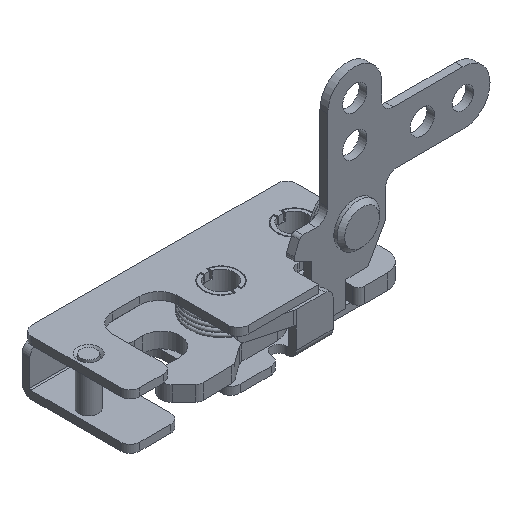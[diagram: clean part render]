
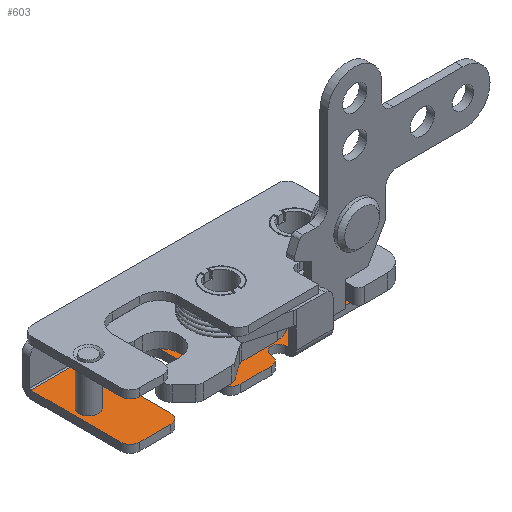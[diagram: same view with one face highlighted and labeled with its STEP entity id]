
A CAD part, isometric view. The second image highlights one B-rep face of the part: STEP entity #603.
In plain terms, the highlighted planar face has unit normal (0, 0, 1).
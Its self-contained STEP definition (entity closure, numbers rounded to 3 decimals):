
#603=ADVANCED_FACE('',(#868,#869,#870),#871,.T.);
#868=FACE_BOUND('',#1469,.T.);
#869=FACE_BOUND('',#1470,.T.);
#870=FACE_OUTER_BOUND('',#1471,.T.);
#871=PLANE('',#1472);
#1469=EDGE_LOOP('',(#3173,#3174,#3175,#3176));
#1470=EDGE_LOOP('',(#3177));
#1471=EDGE_LOOP('',(#3178,#3179,#3180,#3181,#3182,#3183,#3184,#3185,#3186,#3187,#3188,#3189,#3190,#3191,#3192,#3193,#3194,#3195,#3196,#3197,#3198,#3199,#3200,#3201,#3202));
#1472=AXIS2_PLACEMENT_3D('',#3203,#3204,#3205);
#3173=ORIENTED_EDGE('',*,*,#5222,.T.);
#3174=ORIENTED_EDGE('',*,*,#5223,.T.);
#3175=ORIENTED_EDGE('',*,*,#5224,.T.);
#3176=ORIENTED_EDGE('',*,*,#5225,.T.);
#3177=ORIENTED_EDGE('',*,*,#5226,.F.);
#3178=ORIENTED_EDGE('',*,*,#5227,.T.);
#3179=ORIENTED_EDGE('',*,*,#5228,.T.);
#3180=ORIENTED_EDGE('',*,*,#5229,.F.);
#3181=ORIENTED_EDGE('',*,*,#5230,.F.);
#3182=ORIENTED_EDGE('',*,*,#5231,.T.);
#3183=ORIENTED_EDGE('',*,*,#5232,.T.);
#3184=ORIENTED_EDGE('',*,*,#5233,.T.);
#3185=ORIENTED_EDGE('',*,*,#5234,.T.);
#3186=ORIENTED_EDGE('',*,*,#5235,.T.);
#3187=ORIENTED_EDGE('',*,*,#5236,.T.);
#3188=ORIENTED_EDGE('',*,*,#5237,.T.);
#3189=ORIENTED_EDGE('',*,*,#5238,.T.);
#3190=ORIENTED_EDGE('',*,*,#5239,.T.);
#3191=ORIENTED_EDGE('',*,*,#5240,.T.);
#3192=ORIENTED_EDGE('',*,*,#5241,.T.);
#3193=ORIENTED_EDGE('',*,*,#5242,.T.);
#3194=ORIENTED_EDGE('',*,*,#5243,.T.);
#3195=ORIENTED_EDGE('',*,*,#5244,.F.);
#3196=ORIENTED_EDGE('',*,*,#5245,.F.);
#3197=ORIENTED_EDGE('',*,*,#5246,.T.);
#3198=ORIENTED_EDGE('',*,*,#5247,.T.);
#3199=ORIENTED_EDGE('',*,*,#5248,.T.);
#3200=ORIENTED_EDGE('',*,*,#5249,.T.);
#3201=ORIENTED_EDGE('',*,*,#5250,.T.);
#3202=ORIENTED_EDGE('',*,*,#5251,.T.);
#3203=CARTESIAN_POINT('',(-2.438,16.527,-3.75));
#3204=DIRECTION('',(0.0,0.0,1.0));
#3205=DIRECTION('',(1.0,0.0,0.0));
#5222=EDGE_CURVE('',#5855,#5856,#5857,.F.);
#5223=EDGE_CURVE('',#5856,#5858,#5859,.F.);
#5224=EDGE_CURVE('',#5858,#5860,#5861,.F.);
#5225=EDGE_CURVE('',#5860,#5855,#5862,.F.);
#5226=EDGE_CURVE('',#5863,#5863,#5864,.T.);
#5227=EDGE_CURVE('',#5865,#5866,#5867,.F.);
#5228=EDGE_CURVE('',#5866,#5868,#5869,.T.);
#5229=EDGE_CURVE('',#5870,#5868,#5871,.T.);
#5230=EDGE_CURVE('',#5872,#5870,#5873,.T.);
#5231=EDGE_CURVE('',#5872,#5874,#5875,.T.);
#5232=EDGE_CURVE('',#5874,#5876,#5877,.F.);
#5233=EDGE_CURVE('',#5876,#5878,#5879,.T.);
#5234=EDGE_CURVE('',#5878,#5880,#5881,.T.);
#5235=EDGE_CURVE('',#5880,#5882,#5883,.T.);
#5236=EDGE_CURVE('',#5882,#5884,#5885,.T.);
#5237=EDGE_CURVE('',#5884,#5886,#5887,.F.);
#5238=EDGE_CURVE('',#5886,#5888,#5889,.T.);
#5239=EDGE_CURVE('',#5888,#5890,#5891,.F.);
#5240=EDGE_CURVE('',#5890,#5892,#5893,.T.);
#5241=EDGE_CURVE('',#5892,#5894,#5895,.T.);
#5242=EDGE_CURVE('',#5894,#5896,#5897,.T.);
#5243=EDGE_CURVE('',#5896,#5898,#5899,.T.);
#5244=EDGE_CURVE('',#5900,#5898,#5901,.T.);
#5245=EDGE_CURVE('',#5902,#5900,#5903,.T.);
#5246=EDGE_CURVE('',#5902,#5904,#5905,.T.);
#5247=EDGE_CURVE('',#5904,#5906,#5907,.T.);
#5248=EDGE_CURVE('',#5906,#5908,#5909,.T.);
#5249=EDGE_CURVE('',#5908,#5910,#5911,.T.);
#5250=EDGE_CURVE('',#5910,#5912,#5913,.T.);
#5251=EDGE_CURVE('',#5912,#5865,#5914,.T.);
#5855=VERTEX_POINT('',#6922);
#5856=VERTEX_POINT('',#6923);
#5857=LINE('',#6924,#6925);
#5858=VERTEX_POINT('',#6926);
#5859=CIRCLE('',#6927,8.282);
#5860=VERTEX_POINT('',#6928);
#5861=LINE('',#6929,#6930);
#5862=CIRCLE('',#6931,8.282);
#5863=VERTEX_POINT('',#6932);
#5864=CIRCLE('',#6933,2.05);
#5865=VERTEX_POINT('',#6934);
#5866=VERTEX_POINT('',#6935);
#5867=LINE('',#6936,#6937);
#5868=VERTEX_POINT('',#6938);
#5869=CIRCLE('',#6939,2.5);
#5870=VERTEX_POINT('',#6940);
#5871=CIRCLE('',#6941,1.5);
#5872=VERTEX_POINT('',#6942);
#5873=LINE('',#6943,#6944);
#5874=VERTEX_POINT('',#6945);
#5875=LINE('',#6946,#6947);
#5876=VERTEX_POINT('',#6948);
#5877=LINE('',#6949,#6950);
#5878=VERTEX_POINT('',#6951);
#5879=CIRCLE('',#6952,2.5);
#5880=VERTEX_POINT('',#6953);
#5881=LINE('',#6954,#6955);
#5882=VERTEX_POINT('',#6956);
#5883=CIRCLE('',#6957,2.5);
#5884=VERTEX_POINT('',#6958);
#5885=LINE('',#6959,#6960);
#5886=VERTEX_POINT('',#6961);
#5887=CIRCLE('',#6962,5.0);
#5888=VERTEX_POINT('',#6963);
#5889=LINE('',#6964,#6965);
#5890=VERTEX_POINT('',#6966);
#5891=CIRCLE('',#6967,5.0);
#5892=VERTEX_POINT('',#6968);
#5893=LINE('',#6969,#6970);
#5894=VERTEX_POINT('',#6971);
#5895=CIRCLE('',#6972,2.5);
#5896=VERTEX_POINT('',#6973);
#5897=LINE('',#6974,#6975);
#5898=VERTEX_POINT('',#6976);
#5899=CIRCLE('',#6977,2.5);
#5900=VERTEX_POINT('',#6978);
#5901=CIRCLE('',#6979,2.0);
#5902=VERTEX_POINT('',#6980);
#5903=LINE('',#6981,#6982);
#5904=VERTEX_POINT('',#6983);
#5905=LINE('',#6984,#6985);
#5906=VERTEX_POINT('',#6986);
#5907=LINE('',#6987,#6988);
#5908=VERTEX_POINT('',#6989);
#5909=LINE('',#6990,#6991);
#5910=VERTEX_POINT('',#6992);
#5911=CIRCLE('',#6993,2.5);
#5912=VERTEX_POINT('',#6994);
#5913=LINE('',#6995,#6996);
#5914=CIRCLE('',#6997,2.5);
#6922=CARTESIAN_POINT('',(-5.961,16.711,-3.75));
#6923=CARTESIAN_POINT('',(16.539,20.211,-3.75));
#6924=CARTESIAN_POINT('',(16.539,20.211,-3.75));
#6925=VECTOR('',#8557,1.0);
#6926=CARTESIAN_POINT('',(19.085,3.844,-3.75));
#6927=AXIS2_PLACEMENT_3D('',#8558,#8559,#8560);
#6928=CARTESIAN_POINT('',(-3.415,0.344,-3.75));
#6929=CARTESIAN_POINT('',(-3.415,0.344,-3.75));
#6930=VECTOR('',#8561,1.0);
#6931=AXIS2_PLACEMENT_3D('',#8562,#8563,#8564);
#6932=CARTESIAN_POINT('',(-36.138,9.277,-3.75));
#6933=AXIS2_PLACEMENT_3D('',#8565,#8566,#8567);
#6934=CARTESIAN_POINT('',(24.312,23.027,-3.75));
#6935=CARTESIAN_POINT('',(11.812,23.027,-3.75));
#6936=CARTESIAN_POINT('',(-2.438,23.027,-3.75));
#6937=VECTOR('',#8568,1.0);
#6938=CARTESIAN_POINT('',(9.312,20.527,-3.75));
#6939=AXIS2_PLACEMENT_3D('',#8569,#8570,#8571);
#6940=CARTESIAN_POINT('',(6.312,20.527,-3.75));
#6941=AXIS2_PLACEMENT_3D('',#8572,#8573,#8574);
#6942=CARTESIAN_POINT('',(6.312,20.727,-3.75));
#6943=CARTESIAN_POINT('',(6.312,23.027,-3.75));
#6944=VECTOR('',#8575,1.0);
#6945=CARTESIAN_POINT('',(-41.688,20.727,-3.75));
#6946=CARTESIAN_POINT('',(-2.438,20.727,-3.75));
#6947=VECTOR('',#8576,1.0);
#6948=CARTESIAN_POINT('',(-41.688,-2.473,-3.75));
#6949=CARTESIAN_POINT('',(-41.688,16.527,-3.75));
#6950=VECTOR('',#8577,1.0);
#6951=CARTESIAN_POINT('',(-39.188,-4.973,-3.75));
#6952=AXIS2_PLACEMENT_3D('',#8578,#8579,#8580);
#6953=CARTESIAN_POINT('',(-31.188,-4.973,-3.75));
#6954=CARTESIAN_POINT('',(-2.438,-4.973,-3.75));
#6955=VECTOR('',#8581,1.0);
#6956=CARTESIAN_POINT('',(-28.688,-2.473,-3.75));
#6957=AXIS2_PLACEMENT_3D('',#8582,#8583,#8584);
#6958=CARTESIAN_POINT('',(-28.688,12.027,-3.75));
#6959=CARTESIAN_POINT('',(-28.688,-4.973,-3.75));
#6960=VECTOR('',#8585,1.0);
#6961=CARTESIAN_POINT('',(-23.688,17.027,-3.75));
#6962=AXIS2_PLACEMENT_3D('',#8586,#8587,#8588);
#6963=CARTESIAN_POINT('',(-20.688,17.027,-3.75));
#6964=CARTESIAN_POINT('',(-28.688,17.027,-3.75));
#6965=VECTOR('',#8589,1.0);
#6966=CARTESIAN_POINT('',(-15.688,12.027,-3.75));
#6967=AXIS2_PLACEMENT_3D('',#8590,#8591,#8592);
#6968=CARTESIAN_POINT('',(-15.688,-2.473,-3.75));
#6969=CARTESIAN_POINT('',(-15.688,17.027,-3.75));
#6970=VECTOR('',#8593,1.0);
#6971=CARTESIAN_POINT('',(-13.188,-4.973,-3.75));
#6972=AXIS2_PLACEMENT_3D('',#8594,#8595,#8596);
#6973=CARTESIAN_POINT('',(-5.188,-4.973,-3.75));
#6974=CARTESIAN_POINT('',(-2.438,-4.973,-3.75));
#6975=VECTOR('',#8597,1.0);
#6976=CARTESIAN_POINT('',(-2.688,-2.473,-3.75));
#6977=AXIS2_PLACEMENT_3D('',#8598,#8599,#8600);
#6978=CARTESIAN_POINT('',(1.312,-2.473,-3.75));
#6979=AXIS2_PLACEMENT_3D('',#8601,#8602,#8603);
#6980=CARTESIAN_POINT('',(1.312,-2.673,-3.75));
#6981=CARTESIAN_POINT('',(1.312,-4.973,-3.75));
#6982=VECTOR('',#8604,1.0);
#6983=CARTESIAN_POINT('',(10.812,-2.673,-3.75));
#6984=CARTESIAN_POINT('',(-2.438,-2.673,-3.75));
#6985=VECTOR('',#8605,1.0);
#6986=CARTESIAN_POINT('',(10.812,-0.973,-3.75));
#6987=CARTESIAN_POINT('',(10.812,-4.973,-3.75));
#6988=VECTOR('',#8606,1.0);
#6989=CARTESIAN_POINT('',(24.312,-0.973,-3.75));
#6990=CARTESIAN_POINT('',(10.812,-0.973,-3.75));
#6991=VECTOR('',#8607,1.0);
#6992=CARTESIAN_POINT('',(26.812,1.527,-3.75));
#6993=AXIS2_PLACEMENT_3D('',#8608,#8609,#8610);
#6994=CARTESIAN_POINT('',(26.812,20.527,-3.75));
#6995=CARTESIAN_POINT('',(26.812,16.527,-3.75));
#6996=VECTOR('',#8611,1.0);
#6997=AXIS2_PLACEMENT_3D('',#8612,#8613,#8614);
#8557=DIRECTION('',(-0.988,-0.154,0.0));
#8558=CARTESIAN_POINT('',(17.812,12.027,-3.75));
#8559=DIRECTION('',(0.0,0.0,1.0));
#8560=DIRECTION('',(1.0,0.0,0.0));
#8561=DIRECTION('',(0.988,0.154,0.0));
#8562=CARTESIAN_POINT('',(-4.688,8.527,-3.75));
#8563=DIRECTION('',(0.0,0.0,1.0));
#8564=DIRECTION('',(1.0,0.0,0.0));
#8565=CARTESIAN_POINT('',(-38.188,9.277,-3.75));
#8566=DIRECTION('',(0.0,0.0,1.0));
#8567=DIRECTION('',(1.0,0.0,0.0));
#8568=DIRECTION('',(1.0,0.0,0.0));
#8569=CARTESIAN_POINT('',(11.812,20.527,-3.75));
#8570=DIRECTION('',(0.0,0.0,1.0));
#8571=DIRECTION('',(1.0,0.0,0.0));
#8572=CARTESIAN_POINT('',(7.812,20.527,-3.75));
#8573=DIRECTION('',(0.0,0.0,1.0));
#8574=DIRECTION('',(-1.0,0.0,0.0));
#8575=DIRECTION('',(0.0,-1.0,0.0));
#8576=DIRECTION('',(-1.0,0.,0.0));
#8577=DIRECTION('',(0.0,1.0,0.0));
#8578=CARTESIAN_POINT('',(-39.188,-2.473,-3.75));
#8579=DIRECTION('',(0.0,0.0,1.0));
#8580=DIRECTION('',(1.0,0.0,0.0));
#8581=DIRECTION('',(1.0,0.0,0.0));
#8582=CARTESIAN_POINT('',(-31.188,-2.473,-3.75));
#8583=DIRECTION('',(0.0,0.0,1.0));
#8584=DIRECTION('',(1.0,0.0,0.0));
#8585=DIRECTION('',(0.0,1.0,0.0));
#8586=CARTESIAN_POINT('',(-23.688,12.027,-3.75));
#8587=DIRECTION('',(0.0,0.0,1.0));
#8588=DIRECTION('',(1.0,0.0,0.0));
#8589=DIRECTION('',(1.0,0.0,0.0));
#8590=CARTESIAN_POINT('',(-20.688,12.027,-3.75));
#8591=DIRECTION('',(0.0,0.0,1.0));
#8592=DIRECTION('',(1.0,0.0,0.0));
#8593=DIRECTION('',(0.0,-1.0,0.0));
#8594=CARTESIAN_POINT('',(-13.188,-2.473,-3.75));
#8595=DIRECTION('',(0.0,0.0,1.0));
#8596=DIRECTION('',(1.0,0.0,0.0));
#8597=DIRECTION('',(1.0,0.0,0.0));
#8598=CARTESIAN_POINT('',(-5.188,-2.473,-3.75));
#8599=DIRECTION('',(0.0,0.0,1.0));
#8600=DIRECTION('',(1.0,0.0,0.0));
#8601=CARTESIAN_POINT('',(-0.688,-2.473,-3.75));
#8602=DIRECTION('',(0.,0.0,1.0));
#8603=DIRECTION('',(1.0,0.0,0.));
#8604=DIRECTION('',(0.0,1.0,0.0));
#8605=DIRECTION('',(1.0,0.,0.0));
#8606=DIRECTION('',(0.0,1.0,0.0));
#8607=DIRECTION('',(1.0,0.0,0.0));
#8608=CARTESIAN_POINT('',(24.312,1.527,-3.75));
#8609=DIRECTION('',(0.0,0.0,1.0));
#8610=DIRECTION('',(1.0,0.0,0.0));
#8611=DIRECTION('',(0.0,1.0,0.0));
#8612=CARTESIAN_POINT('',(24.312,20.527,-3.75));
#8613=DIRECTION('',(0.0,0.0,1.0));
#8614=DIRECTION('',(1.0,0.0,0.0));
